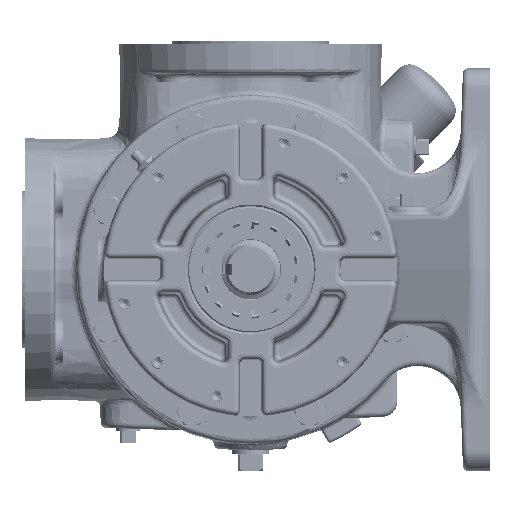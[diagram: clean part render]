
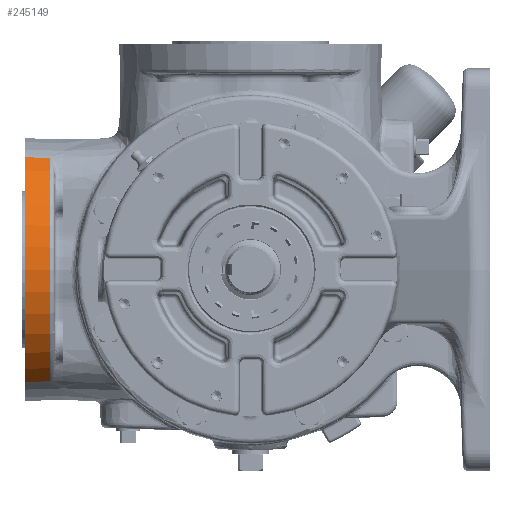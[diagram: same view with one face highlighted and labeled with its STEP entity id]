
A CAD part, left-side view. The second image highlights one B-rep face of the part: STEP entity #245149.
In plain terms, the highlighted conical face has half-angle 2 degrees and reference radius 76.466 mm.
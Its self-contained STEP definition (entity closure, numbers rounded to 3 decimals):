
#22946 = CIRCLE ( 'NONE', #354406, 75.691 ) ;
#39770 = CARTESIAN_POINT ( 'NONE',  ( 32.077, 117.242, 65.147 ) ) ;
#40255 = EDGE_CURVE ( 'NONE', #446853, #274398, #384923, .T. ) ;
#41068 = VERTEX_POINT ( 'NONE', #39770 ) ;
#49499 = ORIENTED_EDGE ( 'NONE', *, *, #375107, .F. ) ;
#67188 = DIRECTION ( 'NONE',  ( -1., 0., 0. ) ) ;
#90350 = CARTESIAN_POINT ( 'NONE',  ( 32.077, 117.242, -65.147 ) ) ;
#97380 = AXIS2_PLACEMENT_3D ( 'NONE', #383803, #311289, #130302 ) ;
#103470 = CARTESIAN_POINT ( 'NONE',  ( 70.612, 117.242, 0. ) ) ;
#110616 = ORIENTED_EDGE ( 'NONE', *, *, #181982, .T. ) ;
#130302 = DIRECTION ( 'NONE',  ( 1., 0., 0. ) ) ;
#131349 = CARTESIAN_POINT ( 'NONE',  ( 31.778, 131.826, -65.562 ) ) ;
#134666 = CARTESIAN_POINT ( 'NONE',  ( 31.977, 122.103, 65.285 ) ) ;
#145698 = CARTESIAN_POINT ( 'NONE',  ( 31.778, 131.826, 65.562 ) ) ;
#168371 = CIRCLE ( 'NONE', #276584, 76.2 ) ;
#181982 = EDGE_CURVE ( 'NONE', #41068, #240957, #334956, .T. ) ;
#185269 = EDGE_LOOP ( 'NONE', ( #49499, #189078, #429717, #110616 ) ) ;
#189078 = ORIENTED_EDGE ( 'NONE', *, *, #40255, .T. ) ;
#212834 = CARTESIAN_POINT ( 'NONE',  ( 70.612, 131.826, 0. ) ) ;
#240957 = VERTEX_POINT ( 'NONE', #145698 ) ;
#245149 = ADVANCED_FACE ( 'Defeatured_0_5420', ( #417733 ), #267027, .T. ) ;
#248136 = CARTESIAN_POINT ( 'NONE',  ( 31.778, 131.826, 65.562 ) ) ;
#267027 = CONICAL_SURFACE ( 'NONE', #97380, 76.466, 0.035 ) ;
#274398 = VERTEX_POINT ( 'NONE', #464548 ) ;
#276584 = AXIS2_PLACEMENT_3D ( 'NONE', #212834, #389045, #357511 ) ;
#281881 = CARTESIAN_POINT ( 'NONE',  ( 32.077, 117.242, 65.147 ) ) ;
#311289 = DIRECTION ( 'NONE',  ( 0., 1., 0. ) ) ;
#325480 = DIRECTION ( 'NONE',  ( 0., 1., 0. ) ) ;
#331241 = EDGE_CURVE ( 'NONE', #274398, #41068, #22946, .T. ) ;
#334956 = B_SPLINE_CURVE_WITH_KNOTS ( 'NONE', 3,
 ( #281881, #134666, #390575, #248136 ),
 .UNSPECIFIED., .F., .F.,
 ( 4, 4 ),
 ( 0., 0.015 ),
 .UNSPECIFIED. ) ;
#348584 = CARTESIAN_POINT ( 'NONE',  ( 31.877, 126.965, -65.423 ) ) ;
#354406 = AXIS2_PLACEMENT_3D ( 'NONE', #103470, #325480, #67188 ) ;
#357511 = DIRECTION ( 'NONE',  ( 1., 0., 0. ) ) ;
#375107 = EDGE_CURVE ( 'NONE', #446853, #240957, #168371, .T. ) ;
#383803 = CARTESIAN_POINT ( 'NONE',  ( 70.612, 139.446, 0. ) ) ;
#384923 = B_SPLINE_CURVE_WITH_KNOTS ( 'NONE', 3,
 ( #131349, #348584, #467081, #90350 ),
 .UNSPECIFIED., .F., .F.,
 ( 4, 4 ),
 ( 0.008, 0.022 ),
 .UNSPECIFIED. ) ;
#389045 = DIRECTION ( 'NONE',  ( 0., 1., 0. ) ) ;
#390575 = CARTESIAN_POINT ( 'NONE',  ( 31.877, 126.965, 65.423 ) ) ;
#417733 = FACE_OUTER_BOUND ( 'NONE', #185269, .T. ) ;
#429717 = ORIENTED_EDGE ( 'NONE', *, *, #331241, .T. ) ;
#446853 = VERTEX_POINT ( 'NONE', #474575 ) ;
#464548 = CARTESIAN_POINT ( 'NONE',  ( 32.077, 117.242, -65.147 ) ) ;
#467081 = CARTESIAN_POINT ( 'NONE',  ( 31.977, 122.103, -65.285 ) ) ;
#474575 = CARTESIAN_POINT ( 'NONE',  ( 31.778, 131.826, -65.562 ) ) ;
